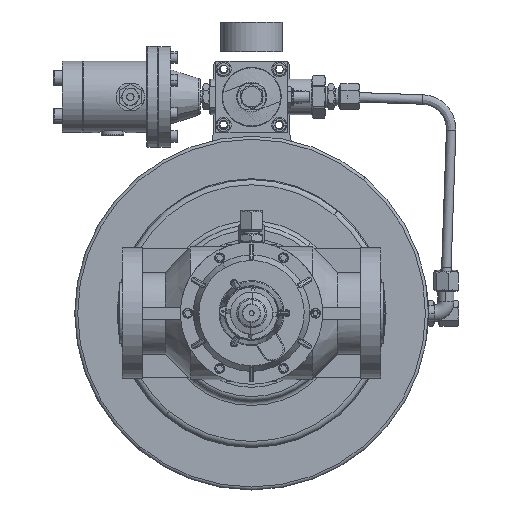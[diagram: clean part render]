
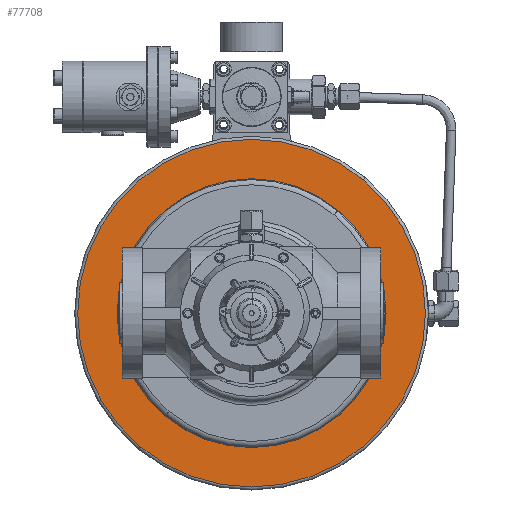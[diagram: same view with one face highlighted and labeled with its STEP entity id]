
A CAD part, front view. The second image highlights one B-rep face of the part: STEP entity #77708.
In plain terms, the highlighted planar face has unit normal (0, -1, 0).
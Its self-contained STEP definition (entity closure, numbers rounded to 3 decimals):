
#1461 = CARTESIAN_POINT ( 'NONE',  ( 0., 10.5, 0. ) ) ;
#1476 = EDGE_CURVE ( 'NONE', #30128, #1945, #72378, .T. ) ;
#1945 = VERTEX_POINT ( 'NONE', #30877 ) ;
#2060 = CARTESIAN_POINT ( 'NONE',  ( 0., 10.5, 0. ) ) ;
#5170 = CARTESIAN_POINT ( 'NONE',  ( 0., 10.5, 0. ) ) ;
#5255 = DIRECTION ( 'NONE',  ( 0.643, 0., 0.766 ) ) ;
#10414 = CARTESIAN_POINT ( 'NONE',  ( 94.169, 10.5, 112.227 ) ) ;
#10676 = DIRECTION ( 'NONE',  ( 0.643, 0., 0.766 ) ) ;
#16093 = FACE_OUTER_BOUND ( 'NONE', #44848, .T. ) ;
#16225 = CARTESIAN_POINT ( 'NONE',  ( -94.169, 10.5, -112.227 ) ) ;
#20141 = AXIS2_PLACEMENT_3D ( 'NONE', #33332, #47476, #5255 ) ;
#21771 = AXIS2_PLACEMENT_3D ( 'NONE', #1461, #42530, #78036 ) ;
#22313 = CARTESIAN_POINT ( 'NONE',  ( -72.813, 10.5, -86.775 ) ) ;
#22629 = DIRECTION ( 'NONE',  ( 0., -1., 0. ) ) ;
#30128 = VERTEX_POINT ( 'NONE', #22313 ) ;
#30877 = CARTESIAN_POINT ( 'NONE',  ( 72.813, 10.5, 86.775 ) ) ;
#31212 = ORIENTED_EDGE ( 'NONE', *, *, #72440, .F. ) ;
#33332 = CARTESIAN_POINT ( 'NONE',  ( 0., 10.5, 0. ) ) ;
#35728 = EDGE_CURVE ( 'NONE', #65868, #80493, #48079, .T. ) ;
#36600 = AXIS2_PLACEMENT_3D ( 'NONE', #2060, #22629, #78317 ) ;
#36622 = CARTESIAN_POINT ( 'NONE',  ( 114.142, 10.5, -95.776 ) ) ;
#37082 = AXIS2_PLACEMENT_3D ( 'NONE', #36622, #76685, #50480 ) ;
#39571 = DIRECTION ( 'NONE',  ( 0., -1., 0. ) ) ;
#42530 = DIRECTION ( 'NONE',  ( 0., -1., 0. ) ) ;
#43948 = AXIS2_PLACEMENT_3D ( 'NONE', #5170, #39571, #10676 ) ;
#44848 = EDGE_LOOP ( 'NONE', ( #77874, #85399 ) ) ;
#47476 = DIRECTION ( 'NONE',  ( 0., -1., 0. ) ) ;
#48079 = CIRCLE ( 'NONE', #36600, 146.502 ) ;
#50480 = DIRECTION ( 'NONE',  ( 0.643, 0., 0.766 ) ) ;
#62949 = EDGE_CURVE ( 'NONE', #80493, #65868, #71376, .T. ) ;
#64203 = CIRCLE ( 'NONE', #21771, 113.276 ) ;
#65868 = VERTEX_POINT ( 'NONE', #10414 ) ;
#71376 = CIRCLE ( 'NONE', #43948, 146.502 ) ;
#72378 = CIRCLE ( 'NONE', #20141, 113.276 ) ;
#72440 = EDGE_CURVE ( 'NONE', #1945, #30128, #64203, .T. ) ;
#73839 = EDGE_LOOP ( 'NONE', ( #74557, #31212 ) ) ;
#74557 = ORIENTED_EDGE ( 'NONE', *, *, #1476, .F. ) ;
#76685 = DIRECTION ( 'NONE',  ( 0., -1., 0. ) ) ;
#77708 = ADVANCED_FACE ( 'NONE', ( #16093, #84076 ), #77890, .T. ) ;
#77874 = ORIENTED_EDGE ( 'NONE', *, *, #35728, .T. ) ;
#77890 = PLANE ( 'NONE',  #37082 ) ;
#78036 = DIRECTION ( 'NONE',  ( 0.643, 0., 0.766 ) ) ;
#78317 = DIRECTION ( 'NONE',  ( 0.643, 0., 0.766 ) ) ;
#80493 = VERTEX_POINT ( 'NONE', #16225 ) ;
#84076 = FACE_BOUND ( 'NONE', #73839, .T. ) ;
#85399 = ORIENTED_EDGE ( 'NONE', *, *, #62949, .T. ) ;
